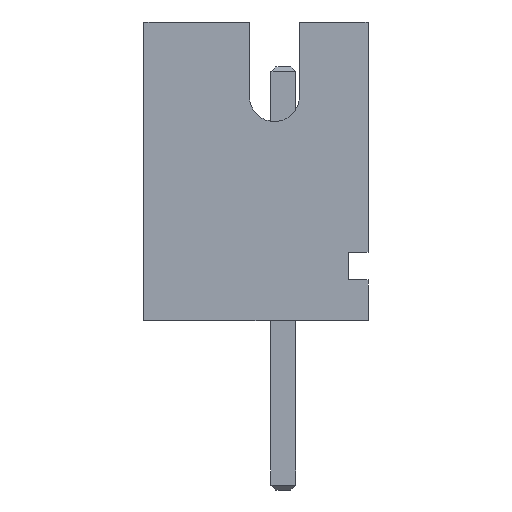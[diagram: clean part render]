
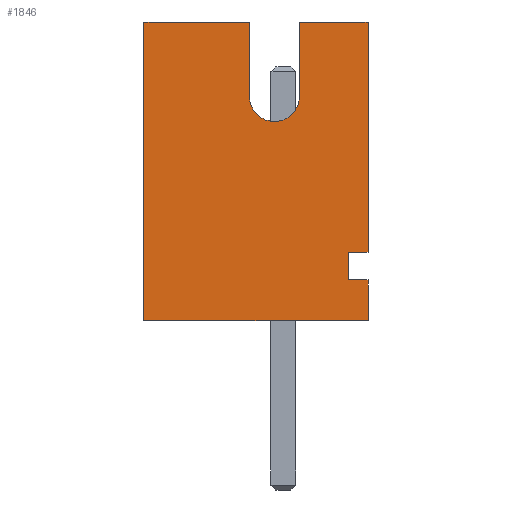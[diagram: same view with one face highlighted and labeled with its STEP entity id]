
A CAD part, left-side view. The second image highlights one B-rep face of the part: STEP entity #1846.
In plain terms, the highlighted planar face has unit normal (-1, 0, 0).
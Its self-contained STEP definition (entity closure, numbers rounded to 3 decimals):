
#41=PLANE('',#1961);
#232=FACE_OUTER_BOUND('',#335,.T.);
#335=EDGE_LOOP('',(#1477,#1478,#1479,#1480,#1481,#1482,#1483,#1484,#1485,
#1486,#1487,#1488));
#469=LINE('',#2615,#714);
#516=LINE('',#2709,#761);
#520=LINE('',#2717,#765);
#534=LINE('',#2740,#779);
#537=LINE('',#2748,#782);
#538=LINE('',#2750,#783);
#539=LINE('',#2752,#784);
#540=LINE('',#2754,#785);
#541=LINE('',#2755,#786);
#542=LINE('',#2757,#787);
#543=LINE('',#2758,#788);
#714=VECTOR('',#2117,1000.);
#761=VECTOR('',#2188,1000.);
#765=VECTOR('',#2194,1000.);
#779=VECTOR('',#2210,1000.);
#782=VECTOR('',#2217,1000.);
#783=VECTOR('',#2218,1000.);
#784=VECTOR('',#2219,1000.);
#785=VECTOR('',#2220,1000.);
#786=VECTOR('',#2221,1000.);
#787=VECTOR('',#2222,1000.);
#788=VECTOR('',#2223,1000.);
#908=CIRCLE('',#1962,0.5);
#964=VERTEX_POINT('',#2612);
#965=VERTEX_POINT('',#2614);
#998=VERTEX_POINT('',#2703);
#1000=VERTEX_POINT('',#2707);
#1002=VERTEX_POINT('',#2714);
#1003=VERTEX_POINT('',#2716);
#1013=VERTEX_POINT('',#2745);
#1014=VERTEX_POINT('',#2746);
#1015=VERTEX_POINT('',#2749);
#1016=VERTEX_POINT('',#2751);
#1017=VERTEX_POINT('',#2753);
#1018=VERTEX_POINT('',#2756);
#1127=EDGE_CURVE('',#964,#965,#469,.T.);
#1176=EDGE_CURVE('',#998,#1000,#516,.T.);
#1180=EDGE_CURVE('',#1002,#1003,#520,.T.);
#1194=EDGE_CURVE('',#964,#998,#534,.T.);
#1197=EDGE_CURVE('',#1013,#1014,#908,.T.);
#1198=EDGE_CURVE('',#965,#1013,#537,.T.);
#1199=EDGE_CURVE('',#1015,#1000,#538,.T.);
#1200=EDGE_CURVE('',#1016,#1015,#539,.T.);
#1201=EDGE_CURVE('',#1017,#1016,#540,.T.);
#1202=EDGE_CURVE('',#1017,#1003,#541,.T.);
#1203=EDGE_CURVE('',#1018,#1002,#542,.T.);
#1204=EDGE_CURVE('',#1014,#1018,#543,.T.);
#1477=ORIENTED_EDGE('',*,*,#1197,.F.);
#1478=ORIENTED_EDGE('',*,*,#1198,.F.);
#1479=ORIENTED_EDGE('',*,*,#1127,.F.);
#1480=ORIENTED_EDGE('',*,*,#1194,.T.);
#1481=ORIENTED_EDGE('',*,*,#1176,.T.);
#1482=ORIENTED_EDGE('',*,*,#1199,.F.);
#1483=ORIENTED_EDGE('',*,*,#1200,.F.);
#1484=ORIENTED_EDGE('',*,*,#1201,.F.);
#1485=ORIENTED_EDGE('',*,*,#1202,.T.);
#1486=ORIENTED_EDGE('',*,*,#1180,.F.);
#1487=ORIENTED_EDGE('',*,*,#1203,.F.);
#1488=ORIENTED_EDGE('',*,*,#1204,.F.);
#1846=ADVANCED_FACE('',(#232),#41,.F.);
#1961=AXIS2_PLACEMENT_3D('',#2744,#2213,#2214);
#1962=AXIS2_PLACEMENT_3D('',#2747,#2215,#2216);
#2117=DIRECTION('',(0.,-1.,0.));
#2188=DIRECTION('',(0.,-1.,0.));
#2194=DIRECTION('',(0.,0.,-1.));
#2210=DIRECTION('',(0.,0.,-1.));
#2213=DIRECTION('center_axis',(1.,0.,0.));
#2214=DIRECTION('ref_axis',(0.,1.,0.));
#2215=DIRECTION('center_axis',(-1.,0.,0.));
#2216=DIRECTION('ref_axis',(0.,-1.,0.));
#2217=DIRECTION('',(0.,0.,-1.));
#2218=DIRECTION('',(0.,0.,-1.));
#2219=DIRECTION('',(0.,-1.,0.));
#2220=DIRECTION('',(0.,0.,-1.));
#2221=DIRECTION('',(0.,-1.,0.));
#2222=DIRECTION('',(0.,-1.,0.));
#2223=DIRECTION('',(0.,0.,1.));
#2612=CARTESIAN_POINT('',(-2.95,2.8,6.));
#2614=CARTESIAN_POINT('',(-2.95,0.68,6.));
#2615=CARTESIAN_POINT('',(-2.95,-1.7,6.));
#2703=CARTESIAN_POINT('',(-2.95,2.8,0.));
#2707=CARTESIAN_POINT('',(-2.95,-1.7,0.));
#2709=CARTESIAN_POINT('',(-2.95,-1.7,0.));
#2714=CARTESIAN_POINT('',(-2.95,-1.7,6.));
#2716=CARTESIAN_POINT('',(-2.95,-1.7,1.38));
#2717=CARTESIAN_POINT('',(-2.95,-1.7,6.));
#2740=CARTESIAN_POINT('',(-2.95,2.8,6.));
#2744=CARTESIAN_POINT('Origin',(-2.95,-1.7,6.));
#2745=CARTESIAN_POINT('',(-2.95,0.68,4.5));
#2746=CARTESIAN_POINT('',(-2.95,-0.32,4.5));
#2747=CARTESIAN_POINT('Origin',(-2.95,0.18,4.5));
#2748=CARTESIAN_POINT('',(-2.95,0.68,6.));
#2749=CARTESIAN_POINT('',(-2.95,-1.7,0.82));
#2750=CARTESIAN_POINT('',(-2.95,-1.7,6.));
#2751=CARTESIAN_POINT('',(-2.95,-1.3,0.82));
#2752=CARTESIAN_POINT('',(-2.95,-1.3,0.82));
#2753=CARTESIAN_POINT('',(-2.95,-1.3,1.38));
#2754=CARTESIAN_POINT('',(-2.95,-1.3,1.38));
#2755=CARTESIAN_POINT('',(-2.95,-1.3,1.38));
#2756=CARTESIAN_POINT('',(-2.95,-0.32,6.));
#2757=CARTESIAN_POINT('',(-2.95,-1.7,6.));
#2758=CARTESIAN_POINT('',(-2.95,-0.32,6.));
